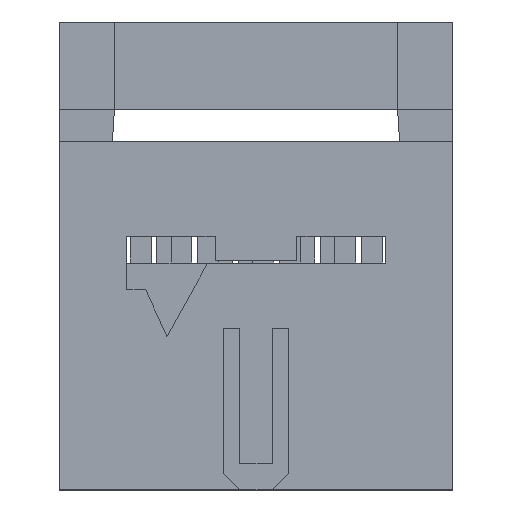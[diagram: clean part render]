
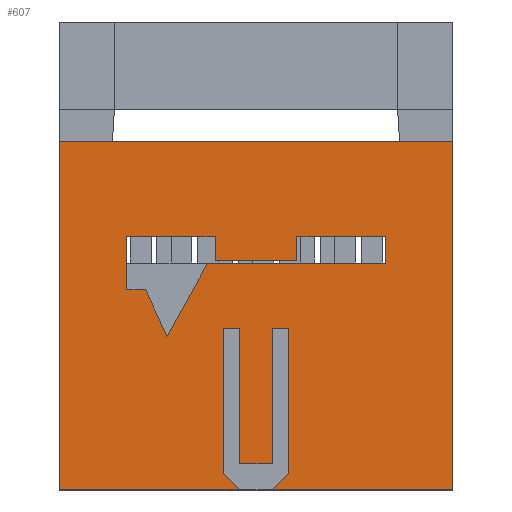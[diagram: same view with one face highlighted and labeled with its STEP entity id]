
A CAD part, top view. The second image highlights one B-rep face of the part: STEP entity #607.
In plain terms, the highlighted planar face has unit normal (0, 0, 1).
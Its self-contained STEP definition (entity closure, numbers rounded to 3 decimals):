
#417=FACE_BOUND('',#1231,.T.);
#418=FACE_BOUND('',#1232,.T.);
#607=ADVANCED_FACE('',(#417,#418),#805,.T.);
#805=PLANE('',#4609);
#1231=EDGE_LOOP('',(#2174,#2175,#2176,#2177,#2178,#2179,#2180,#2181,#2182,
#2183,#2184));
#1232=EDGE_LOOP('',(#2185,#2186,#2187,#2188,#2189,#2190,#2191,#2192,#2193,
#2194,#2195,#2196,#2197,#2198));
#2174=ORIENTED_EDGE('',*,*,#3020,.T.);
#2175=ORIENTED_EDGE('',*,*,#3021,.F.);
#2176=ORIENTED_EDGE('',*,*,#3039,.F.);
#2177=ORIENTED_EDGE('',*,*,#3029,.T.);
#2178=ORIENTED_EDGE('',*,*,#3032,.T.);
#2179=ORIENTED_EDGE('',*,*,#3035,.T.);
#2180=ORIENTED_EDGE('',*,*,#3038,.F.);
#2181=ORIENTED_EDGE('',*,*,#3044,.T.);
#2182=ORIENTED_EDGE('',*,*,#3011,.F.);
#2183=ORIENTED_EDGE('',*,*,#3016,.T.);
#2184=ORIENTED_EDGE('',*,*,#3018,.T.);
#2185=ORIENTED_EDGE('',*,*,#3248,.T.);
#2186=ORIENTED_EDGE('',*,*,#3231,.F.);
#2187=ORIENTED_EDGE('',*,*,#3249,.T.);
#2188=ORIENTED_EDGE('',*,*,#3250,.F.);
#2189=ORIENTED_EDGE('',*,*,#3215,.F.);
#2190=ORIENTED_EDGE('',*,*,#3229,.F.);
#2191=ORIENTED_EDGE('',*,*,#3232,.T.);
#2192=ORIENTED_EDGE('',*,*,#3234,.T.);
#2193=ORIENTED_EDGE('',*,*,#3236,.T.);
#2194=ORIENTED_EDGE('',*,*,#3238,.T.);
#2195=ORIENTED_EDGE('',*,*,#3240,.T.);
#2196=ORIENTED_EDGE('',*,*,#3242,.T.);
#2197=ORIENTED_EDGE('',*,*,#3244,.T.);
#2198=ORIENTED_EDGE('',*,*,#3246,.T.);
#2566=VERTEX_POINT('',#6105);
#2567=VERTEX_POINT('',#6107);
#2570=VERTEX_POINT('',#6115);
#2571=VERTEX_POINT('',#6119);
#2572=VERTEX_POINT('',#6123);
#2573=VERTEX_POINT('',#6127);
#2579=VERTEX_POINT('',#6143);
#2580=VERTEX_POINT('',#6144);
#2581=VERTEX_POINT('',#6149);
#2582=VERTEX_POINT('',#6153);
#2584=VERTEX_POINT('',#6159);
#2695=VERTEX_POINT('',#6527);
#2696=VERTEX_POINT('',#6529);
#2707=VERTEX_POINT('',#6554);
#2708=VERTEX_POINT('',#6556);
#2709=VERTEX_POINT('',#6559);
#2710=VERTEX_POINT('',#6563);
#2711=VERTEX_POINT('',#6567);
#2712=VERTEX_POINT('',#6571);
#2713=VERTEX_POINT('',#6575);
#2714=VERTEX_POINT('',#6579);
#2715=VERTEX_POINT('',#6583);
#2716=VERTEX_POINT('',#6587);
#2717=VERTEX_POINT('',#6591);
#2718=VERTEX_POINT('',#6597);
#3011=EDGE_CURVE('',#2566,#2567,#3574,.T.);
#3016=EDGE_CURVE('',#2566,#2570,#3579,.T.);
#3018=EDGE_CURVE('',#2570,#2571,#3581,.T.);
#3020=EDGE_CURVE('',#2571,#2572,#3583,.T.);
#3021=EDGE_CURVE('',#2573,#2572,#3584,.T.);
#3029=EDGE_CURVE('',#2579,#2580,#3592,.T.);
#3032=EDGE_CURVE('',#2580,#2581,#3595,.T.);
#3035=EDGE_CURVE('',#2581,#2582,#3598,.T.);
#3038=EDGE_CURVE('',#2584,#2582,#3601,.T.);
#3039=EDGE_CURVE('',#2579,#2573,#3602,.T.);
#3044=EDGE_CURVE('',#2584,#2567,#3607,.T.);
#3215=EDGE_CURVE('',#2695,#2696,#3770,.T.);
#3229=EDGE_CURVE('',#2708,#2695,#3784,.T.);
#3231=EDGE_CURVE('',#2709,#2707,#3786,.T.);
#3232=EDGE_CURVE('',#2708,#2710,#3787,.T.);
#3234=EDGE_CURVE('',#2710,#2711,#3789,.T.);
#3236=EDGE_CURVE('',#2711,#2712,#3791,.T.);
#3238=EDGE_CURVE('',#2712,#2713,#3793,.T.);
#3240=EDGE_CURVE('',#2713,#2714,#3795,.T.);
#3242=EDGE_CURVE('',#2714,#2715,#3797,.T.);
#3244=EDGE_CURVE('',#2715,#2716,#3799,.T.);
#3246=EDGE_CURVE('',#2716,#2717,#3801,.T.);
#3248=EDGE_CURVE('',#2717,#2707,#3803,.T.);
#3249=EDGE_CURVE('',#2709,#2718,#3804,.T.);
#3250=EDGE_CURVE('',#2696,#2718,#3805,.T.);
#3574=LINE('',#6106,#4125);
#3579=LINE('',#6116,#4130);
#3581=LINE('',#6120,#4132);
#3583=LINE('',#6124,#4134);
#3584=LINE('',#6126,#4135);
#3592=LINE('',#6142,#4143);
#3595=LINE('',#6148,#4146);
#3598=LINE('',#6154,#4149);
#3601=LINE('',#6160,#4152);
#3602=LINE('',#6161,#4153);
#3607=LINE('',#6170,#4158);
#3770=LINE('',#6528,#4321);
#3784=LINE('',#6557,#4335);
#3786=LINE('',#6560,#4337);
#3787=LINE('',#6562,#4338);
#3789=LINE('',#6566,#4340);
#3791=LINE('',#6570,#4342);
#3793=LINE('',#6574,#4344);
#3795=LINE('',#6578,#4346);
#3797=LINE('',#6582,#4348);
#3799=LINE('',#6586,#4350);
#3801=LINE('',#6590,#4352);
#3803=LINE('',#6594,#4354);
#3804=LINE('',#6596,#4355);
#3805=LINE('',#6598,#4356);
#4125=VECTOR('',#5057,1.);
#4130=VECTOR('',#5064,1.);
#4132=VECTOR('',#5068,1.);
#4134=VECTOR('',#5072,1.);
#4135=VECTOR('',#5075,1.);
#4143=VECTOR('',#5087,1.);
#4146=VECTOR('',#5092,1.);
#4149=VECTOR('',#5097,1.);
#4152=VECTOR('',#5102,1.);
#4153=VECTOR('',#5103,1.);
#4158=VECTOR('',#5112,1.);
#4321=VECTOR('',#5399,1.);
#4335=VECTOR('',#5417,1.);
#4337=VECTOR('',#5419,1.);
#4338=VECTOR('',#5422,1.);
#4340=VECTOR('',#5426,1.);
#4342=VECTOR('',#5430,1.);
#4344=VECTOR('',#5434,1.);
#4346=VECTOR('',#5438,1.);
#4348=VECTOR('',#5442,1.);
#4350=VECTOR('',#5446,1.);
#4352=VECTOR('',#5450,1.);
#4354=VECTOR('',#5454,1.);
#4355=VECTOR('',#5457,1.);
#4356=VECTOR('',#5458,1.);
#4609=AXIS2_PLACEMENT_3D('',#6599,#5459,#5460);
#5057=DIRECTION('',(1.,0.,0.));
#5064=DIRECTION('',(-0.486,-0.874,0.));
#5068=DIRECTION('',(-0.416,0.91,0.));
#5072=DIRECTION('',(-1.,0.,0.));
#5075=DIRECTION('',(0.,-1.,0.));
#5087=DIRECTION('',(0.,-1.,0.));
#5092=DIRECTION('',(1.,0.,0.));
#5097=DIRECTION('',(0.,1.,0.));
#5102=DIRECTION('',(-1.,0.,0.));
#5103=DIRECTION('',(-1.,0.,0.));
#5112=DIRECTION('',(0.,-1.,0.));
#5399=DIRECTION('',(0.,1.,0.));
#5417=DIRECTION('',(-1.,0.,0.));
#5419=DIRECTION('',(-1.,0.,0.));
#5422=DIRECTION('',(-0.707,0.707,0.));
#5426=DIRECTION('',(0.,1.,0.));
#5430=DIRECTION('',(1.,0.,0.));
#5434=DIRECTION('',(0.,-1.,0.));
#5438=DIRECTION('',(1.,0.,0.));
#5442=DIRECTION('',(0.,1.,0.));
#5446=DIRECTION('',(1.,0.,0.));
#5450=DIRECTION('',(0.,-1.,0.));
#5454=DIRECTION('',(-0.707,-0.707,0.));
#5457=DIRECTION('',(0.,1.,0.));
#5458=DIRECTION('',(1.,0.,0.));
#5459=DIRECTION('',(0.,0.,1.));
#5460=DIRECTION('',(1.,0.,0.));
#6105=CARTESIAN_POINT('',(4.59,7.,6.1));
#6106=CARTESIAN_POINT('',(4.59,7.,6.1));
#6107=CARTESIAN_POINT('',(10.11,7.,6.1));
#6115=CARTESIAN_POINT('',(3.34,4.75,6.1));
#6116=CARTESIAN_POINT('',(4.59,7.,6.1));
#6119=CARTESIAN_POINT('',(2.677,6.2,6.1));
#6120=CARTESIAN_POINT('',(3.34,4.75,6.1));
#6123=CARTESIAN_POINT('',(2.09,6.2,6.1));
#6124=CARTESIAN_POINT('',(2.677,6.2,6.1));
#6126=CARTESIAN_POINT('',(2.09,7.85,6.1));
#6127=CARTESIAN_POINT('',(2.09,7.85,6.1));
#6142=CARTESIAN_POINT('',(4.83,7.85,6.1));
#6143=CARTESIAN_POINT('',(4.83,7.85,6.1));
#6144=CARTESIAN_POINT('',(4.83,7.1,6.1));
#6148=CARTESIAN_POINT('',(4.83,7.1,6.1));
#6149=CARTESIAN_POINT('',(7.37,7.1,6.1));
#6153=CARTESIAN_POINT('',(7.37,7.85,6.1));
#6154=CARTESIAN_POINT('',(7.37,7.1,6.1));
#6159=CARTESIAN_POINT('',(10.11,7.85,6.1));
#6160=CARTESIAN_POINT('',(10.11,7.85,6.1));
#6161=CARTESIAN_POINT('',(4.83,7.85,6.1));
#6170=CARTESIAN_POINT('',(10.11,7.85,6.1));
#6527=CARTESIAN_POINT('',(0.,0.,6.1));
#6528=CARTESIAN_POINT('',(0.,0.,6.1));
#6529=CARTESIAN_POINT('',(0.,10.8,6.1));
#6554=CARTESIAN_POINT('',(6.6,0.,6.1));
#6556=CARTESIAN_POINT('',(5.6,0.,6.1));
#6557=CARTESIAN_POINT('',(5.6,0.,6.1));
#6559=CARTESIAN_POINT('',(12.2,0.,6.1));
#6560=CARTESIAN_POINT('',(12.2,0.,6.1));
#6562=CARTESIAN_POINT('',(5.6,0.,6.1));
#6563=CARTESIAN_POINT('',(5.1,0.5,6.1));
#6566=CARTESIAN_POINT('',(5.1,0.5,6.1));
#6567=CARTESIAN_POINT('',(5.1,5.,6.1));
#6570=CARTESIAN_POINT('',(5.1,5.,6.1));
#6571=CARTESIAN_POINT('',(5.6,5.,6.1));
#6574=CARTESIAN_POINT('',(5.6,5.,6.1));
#6575=CARTESIAN_POINT('',(5.6,0.8,6.1));
#6578=CARTESIAN_POINT('',(5.6,0.8,6.1));
#6579=CARTESIAN_POINT('',(6.6,0.8,6.1));
#6582=CARTESIAN_POINT('',(6.6,0.8,6.1));
#6583=CARTESIAN_POINT('',(6.6,5.,6.1));
#6586=CARTESIAN_POINT('',(6.6,5.,6.1));
#6587=CARTESIAN_POINT('',(7.1,5.,6.1));
#6590=CARTESIAN_POINT('',(7.1,5.,6.1));
#6591=CARTESIAN_POINT('',(7.1,0.5,6.1));
#6594=CARTESIAN_POINT('',(7.1,0.5,6.1));
#6596=CARTESIAN_POINT('',(12.2,0.,6.1));
#6597=CARTESIAN_POINT('',(12.2,10.8,6.1));
#6598=CARTESIAN_POINT('',(0.,10.8,6.1));
#6599=CARTESIAN_POINT('',(-0.505,-0.74,6.1));
